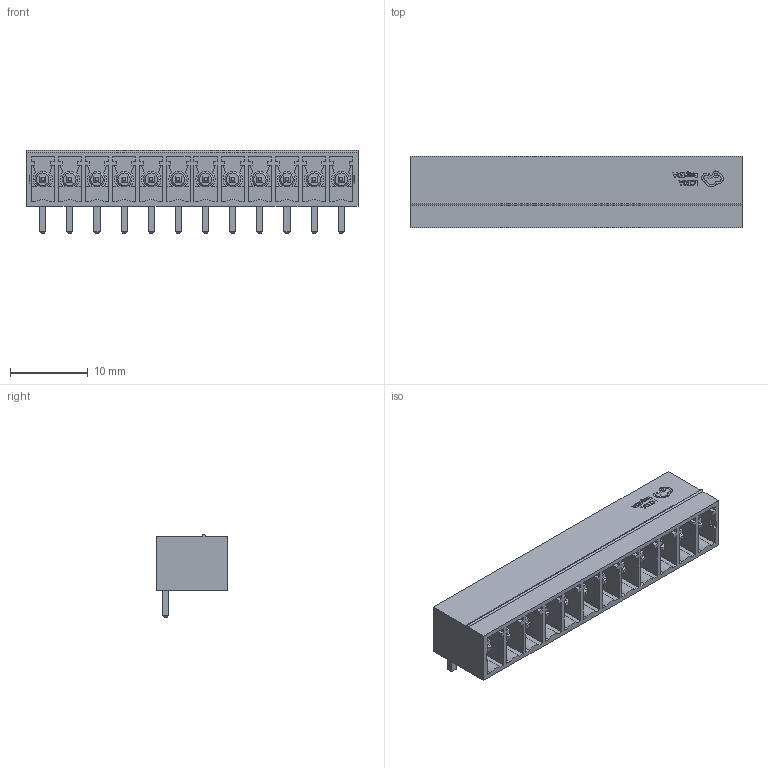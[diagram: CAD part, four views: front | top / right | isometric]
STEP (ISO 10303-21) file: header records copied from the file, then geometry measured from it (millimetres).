
FILE_DESCRIPTION (( 'STEP AP214' ), '1' );
FILE_NAME ('3D_PCB2_2024-03-27-12P-3.5MM_end.STEP', '2024-03-27T13:39:21', ( '' ), ( '' ), 'SwSTEP 2.0', 'SolidWorks 2018', '' );
FILE_SCHEMA (( 'AUTOMOTIVE_DESIGN' ));
Length unit declared in the file: millimetre
Products named in the file (5): CN2.step; 3D_PCB2_2024-03-27-12P-3.5MM.step; CONN-TH_12P-P3.50_DB2ERC-3.5-8P.step; COMPOUND.step; 3D_PCB2_2024-03-27-12P-3.5MM_end
Assembly tree (4 placements, depth 5):
  3D_PCB2_2024-03-27-12P-3.5MM_end
    3D_PCB2_2024-03-27-12P-3.5MM.step
      CN2.step
        CONN-TH_12P-P3.50_DB2ERC-3.5-8P.step
          COMPOUND.step
Bounding box: 42.8 x 9.2 x 10.7 mm (x, y, z)
Volume: 1466.7 mm3; surface area: 3727 mm2
Topology: 14 solids, 14 shells, 939 faces, 2512 edges, 1644 vertices
Faces by surface type: plane 743, bspline 98, cylinder 74, cone 24
Entity records: 32330 total; most frequent: CARTESIAN_POINT 6607, ORIENTED_EDGE 5024, DIRECTION 4172, EDGE_CURVE 2512, LINE 2126, VECTOR 2126, VERTEX_POINT 1644, AXIS2_PLACEMENT_3D 1023
